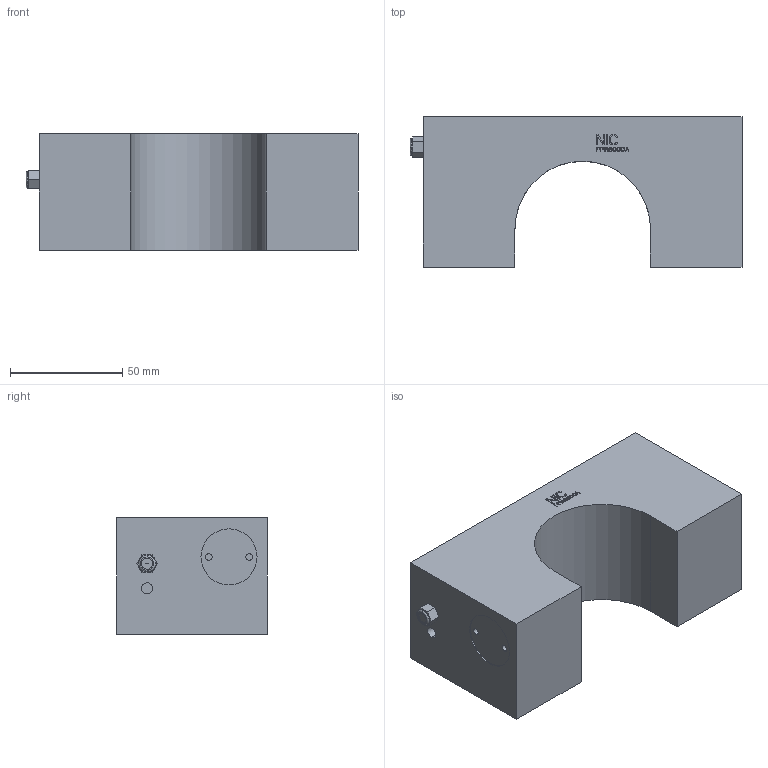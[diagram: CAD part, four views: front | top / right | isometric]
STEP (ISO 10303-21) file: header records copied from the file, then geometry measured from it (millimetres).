
FILE_DESCRIPTION((''),'2;1');
FILE_NAME('FPR6000A','2025-05-19T10:39:27',('lx'),(''),'CREO PARAMETRIC BY PTC INC, 2018100','CREO PARAMETRIC BY PTC INC, 2018100','');
FILE_SCHEMA(('CONFIG_CONTROL_DESIGN'));
Length unit declared in the file: millimetre
Products named in the file (1): FPR6000A
Bounding box: 148 x 67 x 52 mm (x, y, z)
Volume: 360636.4 mm3; surface area: 42368.1 mm2
Topology: 1 solids, 2 shells, 441 faces, 1179 edges, 781 vertices
Faces by surface type: plane 374, cylinder 47, cone 16, torus 2, sphere 2
Entity records: 13649 total; most frequent: CARTESIAN_POINT 2513, ORIENTED_EDGE 2354, DIRECTION 2159, EDGE_CURVE 1177, VECTOR 1029, LINE 1029, VERTEX_POINT 781, AXIS2_PLACEMENT_3D 565
